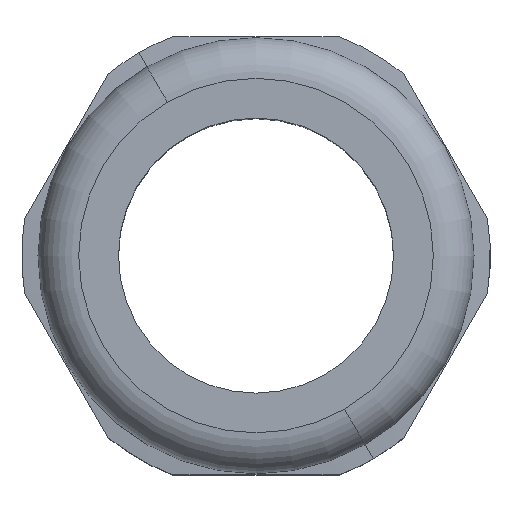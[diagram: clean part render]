
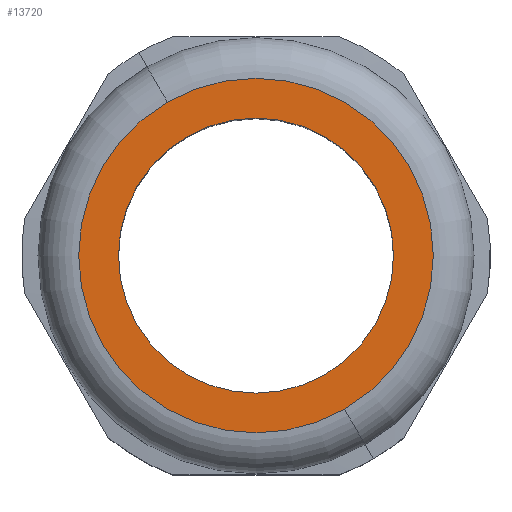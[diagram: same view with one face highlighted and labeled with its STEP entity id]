
A CAD part, top view. The second image highlights one B-rep face of the part: STEP entity #13720.
In plain terms, the highlighted planar face has unit normal (0, 0, 1).
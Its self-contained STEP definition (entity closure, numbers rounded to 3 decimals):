
#13160=CARTESIAN_POINT('',(0.,17.4,41.));
#13170=VERTEX_POINT('',#13160);
#13200=CARTESIAN_POINT('',(0.,0.,41.));
#13210=DIRECTION('',(0.,0.,1.));
#13220=DIRECTION('',(0.,-1.,0.));
#13230=AXIS2_PLACEMENT_3D('',#13200,#13210,#13220);
#13240=CIRCLE('',#13230,17.4);
#13250=CARTESIAN_POINT('',(0.,-17.4,41.));
#13260=VERTEX_POINT('',#13250);
#13270=EDGE_CURVE('',#13170,#13260,#13240,.T.);
#13470=CARTESIAN_POINT('',(0.,17.4,41.));
#13480=DIRECTION('',(0.,0.,1.));
#13490=DIRECTION('',(0.,-1.,0.));
#13500=AXIS2_PLACEMENT_3D('',#13470,#13480,#13490);
#13510=PLANE('',#13500);
#13520=CARTESIAN_POINT('',(0.,0.,41.));
#13530=DIRECTION('',(0.,0.,-1.));
#13540=DIRECTION('',(0.,1.,0.));
#13550=AXIS2_PLACEMENT_3D('',#13520,#13530,#13540);
#13560=CIRCLE('',#13550,13.5);
#13570=CARTESIAN_POINT('',(0.,-13.5,41.));
#13580=VERTEX_POINT('',#13570);
#13590=CARTESIAN_POINT('',(0.,13.5,41.));
#13600=VERTEX_POINT('',#13590);
#13610=EDGE_CURVE('',#13580,#13600,#13560,.T.);
#13620=ORIENTED_EDGE('',*,*,#13610,.T.);
#13630=EDGE_CURVE('',#13600,#13580,#13560,.T.);
#13640=ORIENTED_EDGE('',*,*,#13630,.T.);
#13650=EDGE_LOOP('',(#13640,#13620));
#13660=FACE_BOUND('',#13650,.T.);
#13670=ORIENTED_EDGE('',*,*,#13270,.T.);
#13680=EDGE_CURVE('',#13260,#13170,#13240,.T.);
#13690=ORIENTED_EDGE('',*,*,#13680,.T.);
#13700=EDGE_LOOP('',(#13690,#13670));
#13710=FACE_OUTER_BOUND('',#13700,.T.);
#13720=ADVANCED_FACE('',(#13660,#13710),#13510,.T.);
